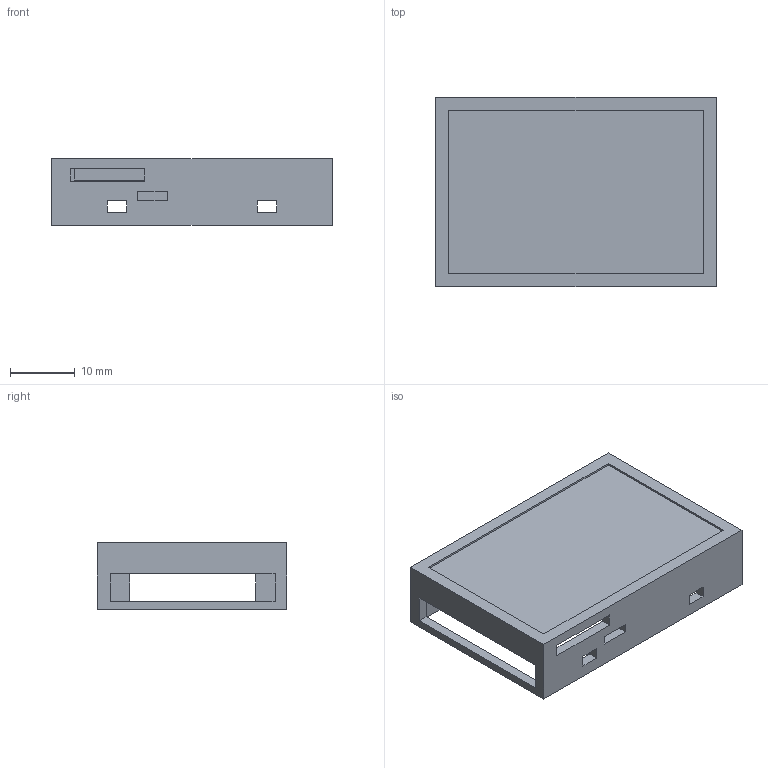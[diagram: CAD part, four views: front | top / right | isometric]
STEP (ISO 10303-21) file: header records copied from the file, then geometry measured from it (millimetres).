
FILE_DESCRIPTION(/* description */ (''),/* implementation_level */ '2;1');
FILE_NAME(/* name */ 'Boden.stp',/* time_stamp */ '2016-07-22T08:06:19+02:00',/* author */ ('cem'),/* organization */ (''),/* preprocessor_version */ 'ST-DEVELOPER v15.2',/* originating_system */ 'Autodesk Inventor 2014',/* authorisation */ '');
FILE_SCHEMA (('AUTOMOTIVE_DESIGN { 1 0 10303 214 3 1 1 }'));
Length unit declared in the file: millimetre
Products named in the file (1): Boden
Bounding box: 43.2 x 29.2 x 10.3 mm (x, y, z)
Volume: 3086.6 mm3; surface area: 5097.9 mm2
Topology: 1 solids, 1 shells, 74 faces, 204 edges, 136 vertices
Faces by surface type: plane 72, cylinder 2
Entity records: 2365 total; most frequent: CARTESIAN_POINT 415, ORIENTED_EDGE 408, DIRECTION 358, EDGE_CURVE 204, LINE 200, VECTOR 200, VERTEX_POINT 136, EDGE_LOOP 94
